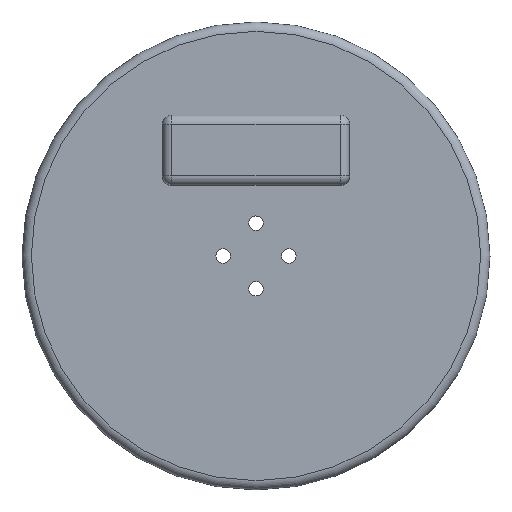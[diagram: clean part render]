
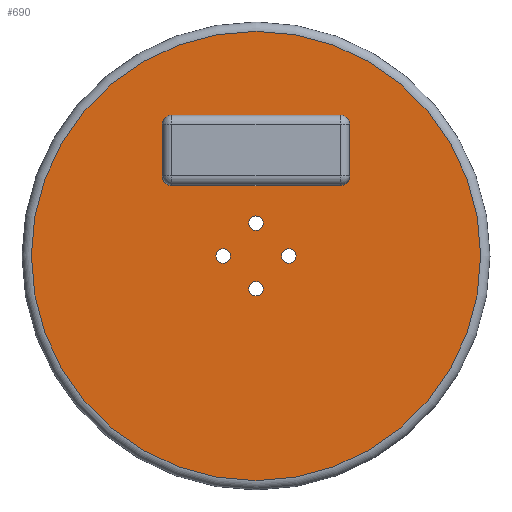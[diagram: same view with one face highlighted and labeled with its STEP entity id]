
A CAD part, top view. The second image highlights one B-rep face of the part: STEP entity #690.
In plain terms, the highlighted planar face has unit normal (0, 0, 1).
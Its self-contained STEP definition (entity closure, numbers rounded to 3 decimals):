
#36=LINE('',#1045,#100);
#37=LINE('',#1049,#101);
#38=LINE('',#1051,#102);
#39=LINE('',#1053,#103);
#40=LINE('',#1055,#104);
#41=LINE('',#1057,#105);
#42=LINE('',#1061,#106);
#43=LINE('',#1065,#107);
#100=VECTOR('',#831,10.);
#101=VECTOR('',#834,10.);
#102=VECTOR('',#835,10.);
#103=VECTOR('',#836,10.);
#104=VECTOR('',#837,10.);
#105=VECTOR('',#838,10.);
#106=VECTOR('',#841,10.);
#107=VECTOR('',#844,10.);
#164=FACE_BOUND('',#222,.T.);
#165=FACE_BOUND('',#223,.T.);
#166=FACE_BOUND('',#224,.T.);
#167=FACE_BOUND('',#225,.T.);
#168=FACE_BOUND('',#226,.T.);
#182=FACE_OUTER_BOUND('',#221,.T.);
#221=EDGE_LOOP('',(#474));
#222=EDGE_LOOP('',(#475));
#223=EDGE_LOOP('',(#476));
#224=EDGE_LOOP('',(#477));
#225=EDGE_LOOP('',(#478));
#226=EDGE_LOOP('',(#479,#480,#481,#482,#483,#484,#485,#486,#487,#488,#489,
#490));
#278=CIRCLE('',#744,48.);
#279=CIRCLE('',#745,1.55);
#280=CIRCLE('',#746,1.55);
#281=CIRCLE('',#747,1.55);
#282=CIRCLE('',#748,1.55);
#283=CIRCLE('',#749,2.);
#284=CIRCLE('',#750,2.);
#285=CIRCLE('',#751,2.);
#286=CIRCLE('',#752,2.);
#313=VERTEX_POINT('',#1033);
#314=VERTEX_POINT('',#1035);
#315=VERTEX_POINT('',#1037);
#316=VERTEX_POINT('',#1039);
#317=VERTEX_POINT('',#1041);
#318=VERTEX_POINT('',#1043);
#319=VERTEX_POINT('',#1044);
#320=VERTEX_POINT('',#1046);
#321=VERTEX_POINT('',#1048);
#322=VERTEX_POINT('',#1050);
#323=VERTEX_POINT('',#1052);
#324=VERTEX_POINT('',#1054);
#325=VERTEX_POINT('',#1056);
#326=VERTEX_POINT('',#1058);
#327=VERTEX_POINT('',#1060);
#328=VERTEX_POINT('',#1062);
#329=VERTEX_POINT('',#1064);
#375=EDGE_CURVE('',#313,#313,#278,.T.);
#376=EDGE_CURVE('',#314,#314,#279,.T.);
#377=EDGE_CURVE('',#315,#315,#280,.T.);
#378=EDGE_CURVE('',#316,#316,#281,.T.);
#379=EDGE_CURVE('',#317,#317,#282,.T.);
#380=EDGE_CURVE('',#318,#319,#36,.T.);
#381=EDGE_CURVE('',#320,#319,#283,.F.);
#382=EDGE_CURVE('',#320,#321,#37,.T.);
#383=EDGE_CURVE('',#321,#322,#38,.T.);
#384=EDGE_CURVE('',#322,#323,#39,.T.);
#385=EDGE_CURVE('',#324,#323,#40,.T.);
#386=EDGE_CURVE('',#324,#325,#41,.T.);
#387=EDGE_CURVE('',#326,#325,#284,.F.);
#388=EDGE_CURVE('',#326,#327,#42,.T.);
#389=EDGE_CURVE('',#328,#327,#285,.F.);
#390=EDGE_CURVE('',#328,#329,#43,.T.);
#391=EDGE_CURVE('',#318,#329,#286,.F.);
#474=ORIENTED_EDGE('',*,*,#375,.F.);
#475=ORIENTED_EDGE('',*,*,#376,.T.);
#476=ORIENTED_EDGE('',*,*,#377,.T.);
#477=ORIENTED_EDGE('',*,*,#378,.T.);
#478=ORIENTED_EDGE('',*,*,#379,.T.);
#479=ORIENTED_EDGE('',*,*,#380,.T.);
#480=ORIENTED_EDGE('',*,*,#381,.F.);
#481=ORIENTED_EDGE('',*,*,#382,.T.);
#482=ORIENTED_EDGE('',*,*,#383,.T.);
#483=ORIENTED_EDGE('',*,*,#384,.T.);
#484=ORIENTED_EDGE('',*,*,#385,.F.);
#485=ORIENTED_EDGE('',*,*,#386,.T.);
#486=ORIENTED_EDGE('',*,*,#387,.F.);
#487=ORIENTED_EDGE('',*,*,#388,.T.);
#488=ORIENTED_EDGE('',*,*,#389,.F.);
#489=ORIENTED_EDGE('',*,*,#390,.T.);
#490=ORIENTED_EDGE('',*,*,#391,.F.);
#672=PLANE('',#743);
#690=ADVANCED_FACE('',(#182,#164,#165,#166,#167,#168),#672,.T.);
#743=AXIS2_PLACEMENT_3D('',#1032,#819,#820);
#744=AXIS2_PLACEMENT_3D('',#1034,#821,#822);
#745=AXIS2_PLACEMENT_3D('',#1036,#823,#824);
#746=AXIS2_PLACEMENT_3D('',#1038,#825,#826);
#747=AXIS2_PLACEMENT_3D('',#1040,#827,#828);
#748=AXIS2_PLACEMENT_3D('',#1042,#829,#830);
#749=AXIS2_PLACEMENT_3D('',#1047,#832,#833);
#750=AXIS2_PLACEMENT_3D('',#1059,#839,#840);
#751=AXIS2_PLACEMENT_3D('',#1063,#842,#843);
#752=AXIS2_PLACEMENT_3D('',#1066,#845,#846);
#819=DIRECTION('center_axis',(0.,0.,1.));
#820=DIRECTION('ref_axis',(1.,0.,0.));
#821=DIRECTION('center_axis',(0.,0.,-1.));
#822=DIRECTION('ref_axis',(1.,0.,0.));
#823=DIRECTION('center_axis',(0.,0.,-1.));
#824=DIRECTION('ref_axis',(-1.,0.,0.));
#825=DIRECTION('center_axis',(0.,0.,-1.));
#826=DIRECTION('ref_axis',(-1.,0.,0.));
#827=DIRECTION('center_axis',(0.,0.,-1.));
#828=DIRECTION('ref_axis',(-1.,0.,0.));
#829=DIRECTION('center_axis',(0.,0.,-1.));
#830=DIRECTION('ref_axis',(-1.,0.,0.));
#831=DIRECTION('',(0.,1.,0.));
#832=DIRECTION('center_axis',(0.,0.,-1.));
#833=DIRECTION('ref_axis',(-0.707,0.707,0.));
#834=DIRECTION('',(1.,0.,0.));
#835=DIRECTION('',(0.,-1.,0.));
#836=DIRECTION('',(1.,0.,0.));
#837=DIRECTION('',(0.,-1.,0.));
#838=DIRECTION('',(1.,0.,0.));
#839=DIRECTION('center_axis',(0.,0.,-1.));
#840=DIRECTION('ref_axis',(0.707,0.707,0.));
#841=DIRECTION('',(0.,-1.,0.));
#842=DIRECTION('center_axis',(0.,0.,-1.));
#843=DIRECTION('ref_axis',(0.707,-0.707,0.));
#844=DIRECTION('',(-1.,0.,0.));
#845=DIRECTION('center_axis',(0.,0.,-1.));
#846=DIRECTION('ref_axis',(-0.707,-0.707,0.));
#1032=CARTESIAN_POINT('Origin',(0.,0.,4.));
#1033=CARTESIAN_POINT('',(-48.,0.,4.));
#1034=CARTESIAN_POINT('Origin',(0.,0.,4.));
#1035=CARTESIAN_POINT('',(8.55,0.,4.));
#1036=CARTESIAN_POINT('Origin',(7.,0.,4.));
#1037=CARTESIAN_POINT('',(-5.45,0.,4.));
#1038=CARTESIAN_POINT('Origin',(-7.,0.,4.));
#1039=CARTESIAN_POINT('',(1.55,-7.,4.));
#1040=CARTESIAN_POINT('Origin',(0.,-7.,4.));
#1041=CARTESIAN_POINT('',(1.55,7.,4.));
#1042=CARTESIAN_POINT('Origin',(0.,7.,4.));
#1043=CARTESIAN_POINT('',(-20.,17.,4.));
#1044=CARTESIAN_POINT('',(-20.,28.,4.));
#1045=CARTESIAN_POINT('',(-20.,7.5,4.));
#1046=CARTESIAN_POINT('',(-18.,30.,4.));
#1047=CARTESIAN_POINT('Origin',(-18.,28.,4.));
#1048=CARTESIAN_POINT('',(-10.,30.,4.));
#1049=CARTESIAN_POINT('',(0.,30.,4.));
#1050=CARTESIAN_POINT('',(-10.,18.,4.));
#1051=CARTESIAN_POINT('',(-10.,30.,4.));
#1052=CARTESIAN_POINT('',(10.,18.,4.));
#1053=CARTESIAN_POINT('',(-10.,18.,4.));
#1054=CARTESIAN_POINT('',(10.,30.,4.));
#1055=CARTESIAN_POINT('',(10.,30.,4.));
#1056=CARTESIAN_POINT('',(18.,30.,4.));
#1057=CARTESIAN_POINT('',(0.,30.,4.));
#1058=CARTESIAN_POINT('',(20.,28.,4.));
#1059=CARTESIAN_POINT('Origin',(18.,28.,4.));
#1060=CARTESIAN_POINT('',(20.,17.,4.));
#1061=CARTESIAN_POINT('',(20.,7.5,4.));
#1062=CARTESIAN_POINT('',(18.,15.,4.));
#1063=CARTESIAN_POINT('Origin',(18.,17.,4.));
#1064=CARTESIAN_POINT('',(-18.,15.,4.));
#1065=CARTESIAN_POINT('',(0.,15.,4.));
#1066=CARTESIAN_POINT('Origin',(-18.,17.,4.));
